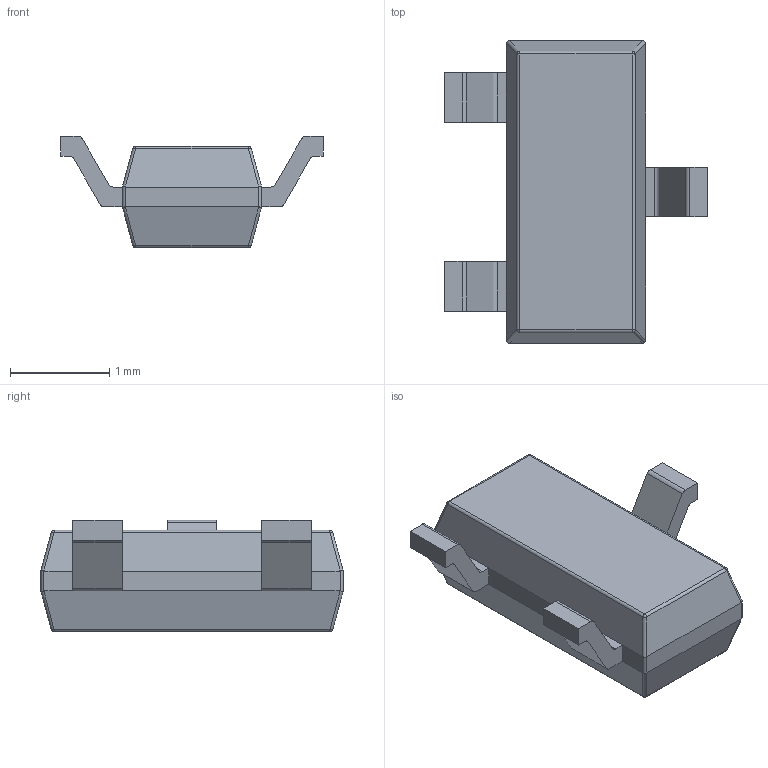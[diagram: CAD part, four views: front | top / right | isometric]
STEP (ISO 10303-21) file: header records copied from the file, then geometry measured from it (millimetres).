
FILE_DESCRIPTION (( 'STEP AP214' ), '1' );
FILE_NAME ('SM712-02HTG.STEP', '2021-05-25T05:56:25', ( '' ), ( '' ), 'SwSTEP 2.0', 'SolidWorks 2018', '' );
FILE_SCHEMA (( 'AUTOMOTIVE_DESIGN' ));
Length unit declared in the file: millimetre
Products named in the file (1): SM712-02HTG
Bounding box: 2.64 x 3.04 x 1.12 mm (x, y, z)
Volume: 4.2 mm3; surface area: 19.2 mm2
Topology: 1 solids, 1 shells, 84 faces, 210 edges, 128 vertices
Faces by surface type: plane 44, cylinder 32, sphere 8
Entity records: 3412 total; most frequent: CARTESIAN_POINT 495, ORIENTED_EDGE 420, DIRECTION 404, EDGE_CURVE 210, VECTOR 138, LINE 138, AXIS2_PLACEMENT_3D 133, VERTEX_POINT 128
